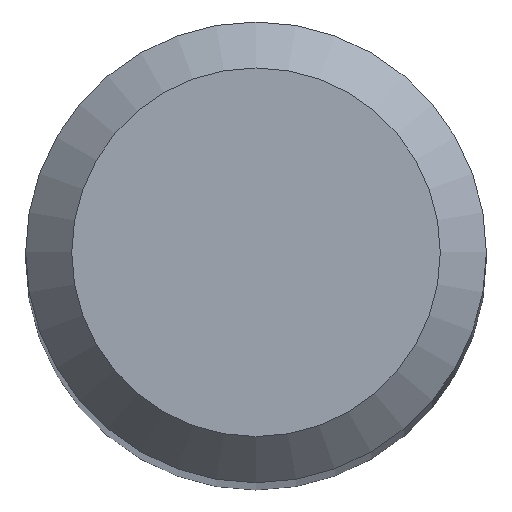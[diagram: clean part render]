
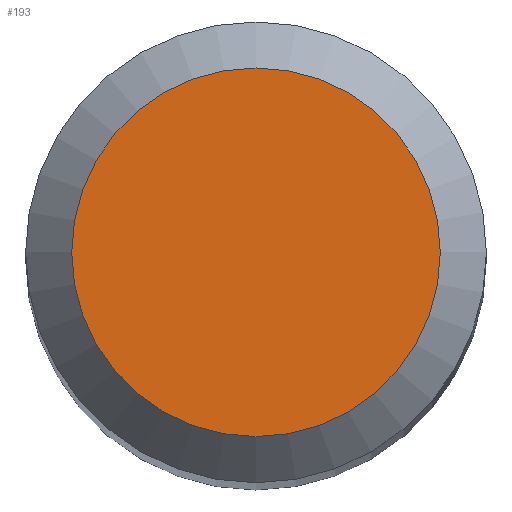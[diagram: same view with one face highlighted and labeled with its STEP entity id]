
A CAD part, top view. The second image highlights one B-rep face of the part: STEP entity #193.
In plain terms, the highlighted planar face has unit normal (0, 0, 1).
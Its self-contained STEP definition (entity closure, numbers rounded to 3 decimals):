
#11 = AXIS2_PLACEMENT_3D ( 'NONE', #14, #239, #139 ) ;
#13 = CARTESIAN_POINT ( 'NONE',  ( 0., 0., 50. ) ) ;
#14 = CARTESIAN_POINT ( 'NONE',  ( 0., 0., 50. ) ) ;
#51 = ORIENTED_EDGE ( 'NONE', *, *, #102, .F. ) ;
#71 = EDGE_LOOP ( 'NONE', ( #51 ) ) ;
#98 = VERTEX_POINT ( 'NONE', #270 ) ;
#102 = EDGE_CURVE ( 'NONE', #98, #98, #302, .T. ) ;
#114 = DIRECTION ( 'NONE',  ( 0., 1., 0. ) ) ;
#139 = DIRECTION ( 'NONE',  ( 0., 1., 0. ) ) ;
#193 = ADVANCED_FACE ( 'NONE', ( #221 ), #236, .F. ) ;
#194 = DIRECTION ( 'NONE',  ( 0., 0., -1. ) ) ;
#221 = FACE_OUTER_BOUND ( 'NONE', #71, .T. ) ;
#229 = AXIS2_PLACEMENT_3D ( 'NONE', #13, #194, #114 ) ;
#236 = PLANE ( 'NONE',  #11 ) ;
#239 = DIRECTION ( 'NONE',  ( 0., 0., -1. ) ) ;
#270 = CARTESIAN_POINT ( 'NONE',  ( 0., 1.2, 50. ) ) ;
#302 = CIRCLE ( 'NONE', #229, 1.2 ) ;
